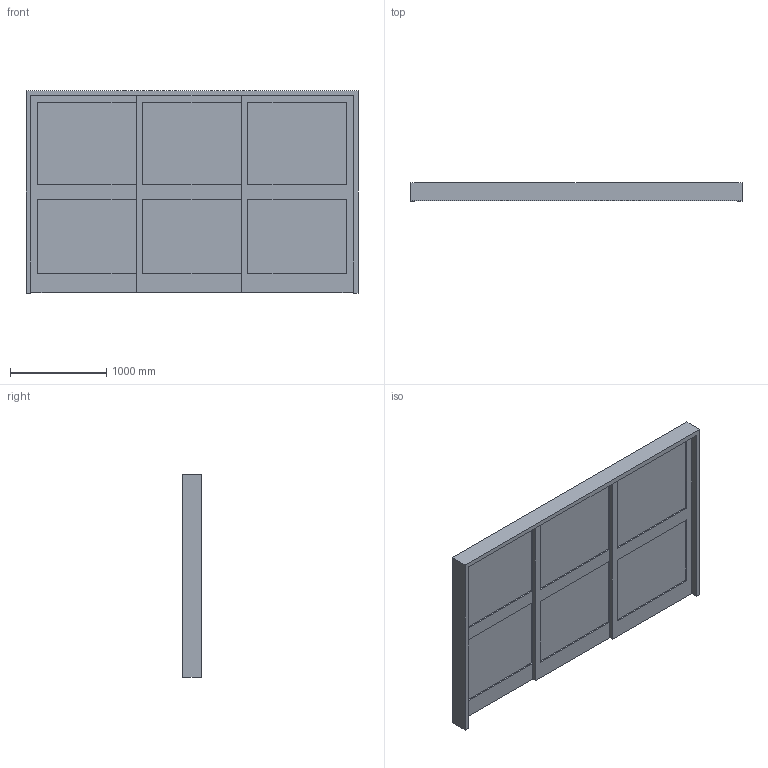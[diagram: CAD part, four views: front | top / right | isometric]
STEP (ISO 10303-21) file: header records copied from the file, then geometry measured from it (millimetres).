
FILE_DESCRIPTION(('FreeCAD Model'),'2;1');
FILE_NAME('Slinding door 3 sheets with glass.step','2016-10-04T10:57:51',('Author'),(''), 'Open CASCADE STEP processor 6.8','FreeCAD','Unknown');
FILE_SCHEMA(('AUTOMOTIVE_DESIGN_CC2 { 1 2 10303 214 -1 1 5 4 }'));
Length unit declared in the file: millimetre
Products named in the file (2): ASSEMBLY; Slinding_door_3_sheets_with_glass
Assembly tree (1 placements, depth 2):
  ASSEMBLY
    Slinding_door_3_sheets_with_glass
Bounding box: 3450 x 190 x 2100 mm (x, y, z)
Volume: 207502800 mm3; surface area: 19811760 mm2
Topology: 10 solids, 10 shells, 88 faces, 204 edges, 136 vertices
Faces by surface type: plane 88
Entity records: 5753 total; most frequent: CARTESIAN_POINT 838, DIRECTION 792, LINE 612, VECTOR 612, ORIENTED_EDGE 408, PCURVE 408, DEFINITIONAL_REPRESENTATION 408, EDGE_CURVE 204
